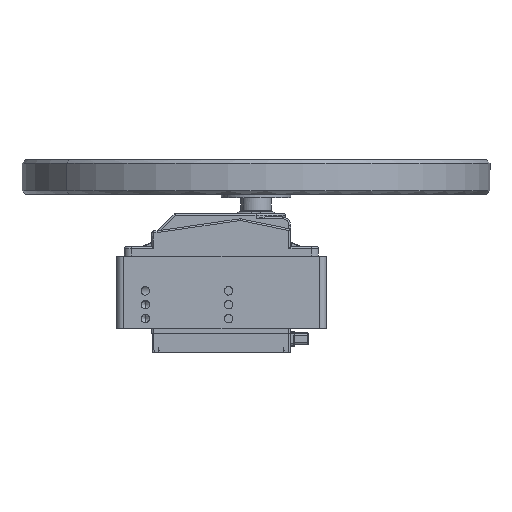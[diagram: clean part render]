
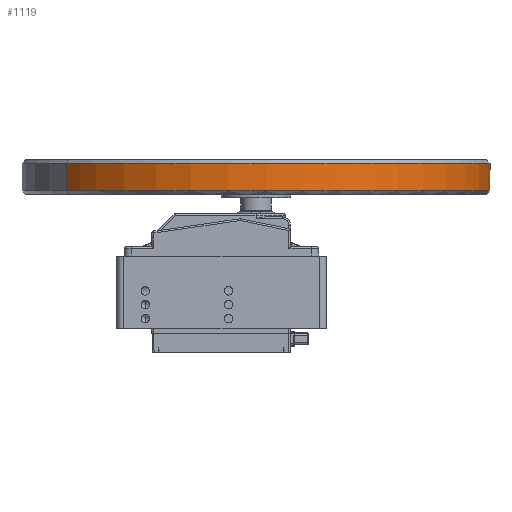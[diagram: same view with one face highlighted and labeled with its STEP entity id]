
A CAD part, left-side view. The second image highlights one B-rep face of the part: STEP entity #1119.
In plain terms, the highlighted cylindrical face has radius 67.5 mm (diameter 135 mm), a partial arc.
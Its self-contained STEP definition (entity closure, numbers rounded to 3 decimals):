
#1119=ADVANCED_FACE('',(#2225),#15719,.T.);
#2225=FACE_OUTER_BOUND('',#3324,.T.);
#3324=EDGE_LOOP('',(#7974,#7975,#7976,#7977));
#7974=ORIENTED_EDGE('',*,*,#10704,.F.);
#7975=ORIENTED_EDGE('',*,*,#9114,.T.);
#7976=ORIENTED_EDGE('',*,*,#10702,.T.);
#7977=ORIENTED_EDGE('',*,*,#10878,.F.);
#9114=EDGE_CURVE('',#14223,#14219,#12755,.T.);
#10702=EDGE_CURVE('',#14219,#14221,#12223,.T.);
#10704=EDGE_CURVE('',#14223,#14222,#12225,.T.);
#10878=EDGE_CURVE('',#14222,#14221,#13628,.T.);
#12223=(
BOUNDED_CURVE()
B_SPLINE_CURVE(2,(#33898,#33899,#33900,#33901,#33902),.UNSPECIFIED.,.F.,
 .F.)
B_SPLINE_CURVE_WITH_KNOTS((3,2,3),(106.029,212.058,318.086),
 .UNSPECIFIED.)
CURVE()
GEOMETRIC_REPRESENTATION_ITEM()
RATIONAL_B_SPLINE_CURVE((1.,0.707,1.,0.707,1.))
REPRESENTATION_ITEM('')
);
#12225=(
BOUNDED_CURVE()
B_SPLINE_CURVE(2,(#33910,#33911,#33912,#33913,#33914),.UNSPECIFIED.,.F.,
 .F.)
B_SPLINE_CURVE_WITH_KNOTS((3,2,3),(-106.029,0.,106.029),
 .UNSPECIFIED.)
CURVE()
GEOMETRIC_REPRESENTATION_ITEM()
RATIONAL_B_SPLINE_CURVE((1.,0.707,1.,0.707,1.))
REPRESENTATION_ITEM('')
);
#12755=B_SPLINE_CURVE_WITH_KNOTS('',1,(#29276,#29277),.UNSPECIFIED.,.F.,
 .F.,(2,2),(0.92,8.92),.UNSPECIFIED.);
#13628=B_SPLINE_CURVE_WITH_KNOTS('',1,(#35619,#35620),.UNSPECIFIED.,.F.,
 .F.,(2,2),(0.92,8.92),.UNSPECIFIED.);
#14219=VERTEX_POINT('',#26985);
#14221=VERTEX_POINT('',#26987);
#14222=VERTEX_POINT('',#26988);
#14223=VERTEX_POINT('',#26989);
#15719=CYLINDRICAL_SURFACE('',#16892,67.5);
#16892=AXIS2_PLACEMENT_3D('',#26274,#17693,$);
#17693=DIRECTION('',(0.,0.,1.));
#26274=CARTESIAN_POINT('',(0.,0.,50.5));
#26985=CARTESIAN_POINT('',(39.658,-54.621,54.5));
#26987=CARTESIAN_POINT('',(-39.658,54.621,54.5));
#26988=CARTESIAN_POINT('',(-39.658,54.621,46.5));
#26989=CARTESIAN_POINT('',(39.658,-54.621,46.5));
#29276=CARTESIAN_POINT('',(39.658,-54.621,46.5));
#29277=CARTESIAN_POINT('',(39.658,-54.621,54.5));
#33898=CARTESIAN_POINT('',(39.658,-54.621,54.5));
#33899=CARTESIAN_POINT('',(-14.964,-94.279,54.5));
#33900=CARTESIAN_POINT('',(-54.621,-39.658,54.5));
#33901=CARTESIAN_POINT('',(-94.279,14.964,54.5));
#33902=CARTESIAN_POINT('',(-39.658,54.621,54.5));
#33910=CARTESIAN_POINT('',(39.658,-54.621,46.5));
#33911=CARTESIAN_POINT('',(-14.964,-94.279,46.5));
#33912=CARTESIAN_POINT('',(-54.621,-39.658,46.5));
#33913=CARTESIAN_POINT('',(-94.279,14.964,46.5));
#33914=CARTESIAN_POINT('',(-39.658,54.621,46.5));
#35619=CARTESIAN_POINT('',(-39.658,54.621,46.5));
#35620=CARTESIAN_POINT('',(-39.658,54.621,54.5));
